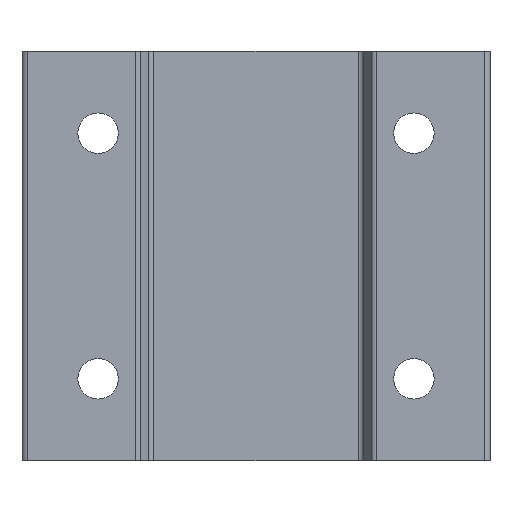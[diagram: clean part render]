
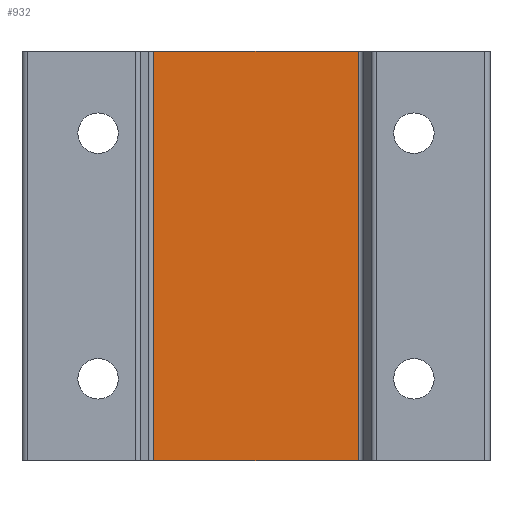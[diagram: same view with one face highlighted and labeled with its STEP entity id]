
A CAD part, front view. The second image highlights one B-rep face of the part: STEP entity #932.
In plain terms, the highlighted planar face has unit normal (0, -1, 0).
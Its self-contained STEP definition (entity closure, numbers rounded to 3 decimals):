
#53=PLANE('',#1060);
#104=FACE_OUTER_BOUND('',#168,.T.);
#168=EDGE_LOOP('',(#821,#822,#823,#824));
#184=LINE('',#1401,#261);
#210=LINE('',#1484,#287);
#212=LINE('',#1490,#289);
#247=LINE('',#1618,#324);
#261=VECTOR('',#1103,10.);
#287=VECTOR('',#1185,10.);
#289=VECTOR('',#1191,10.);
#324=VECTOR('',#1348,10.);
#400=VERTEX_POINT('',#1398);
#401=VERTEX_POINT('',#1400);
#430=VERTEX_POINT('',#1482);
#431=VERTEX_POINT('',#1486);
#488=EDGE_CURVE('',#400,#401,#184,.T.);
#530=EDGE_CURVE('',#430,#400,#210,.T.);
#533=EDGE_CURVE('',#401,#431,#212,.T.);
#595=EDGE_CURVE('',#431,#430,#247,.T.);
#821=ORIENTED_EDGE('',*,*,#530,.F.);
#822=ORIENTED_EDGE('',*,*,#595,.F.);
#823=ORIENTED_EDGE('',*,*,#533,.F.);
#824=ORIENTED_EDGE('',*,*,#488,.F.);
#932=ADVANCED_FACE('',(#104),#53,.T.);
#1060=AXIS2_PLACEMENT_3D('',#1617,#1346,#1347);
#1103=DIRECTION('',(-1.,0.,0.));
#1185=DIRECTION('',(0.,0.,-1.));
#1191=DIRECTION('',(0.,0.,1.));
#1346=DIRECTION('center_axis',(0.,-1.,0.));
#1347=DIRECTION('ref_axis',(1.,0.,0.));
#1348=DIRECTION('',(1.,0.,0.));
#1398=CARTESIAN_POINT('',(8.732,1.5,-17.5));
#1400=CARTESIAN_POINT('',(-8.732,1.5,-17.5));
#1401=CARTESIAN_POINT('',(-9.,1.5,-17.5));
#1482=CARTESIAN_POINT('',(8.732,1.5,17.5));
#1484=CARTESIAN_POINT('',(8.732,1.5,0.));
#1486=CARTESIAN_POINT('',(-8.732,1.5,17.5));
#1490=CARTESIAN_POINT('',(-8.732,1.5,0.));
#1617=CARTESIAN_POINT('Origin',(-9.,1.5,0.));
#1618=CARTESIAN_POINT('',(-9.,1.5,17.5));
